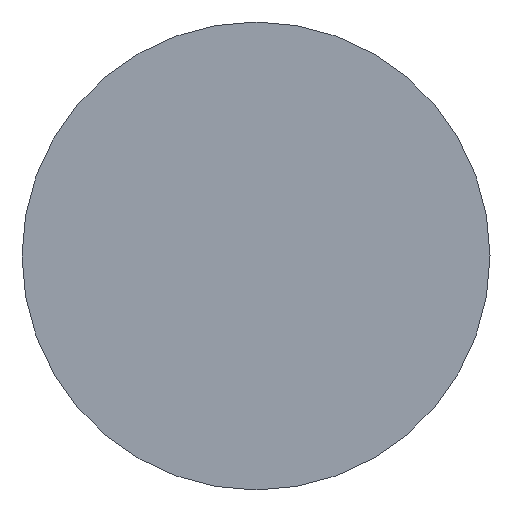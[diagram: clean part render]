
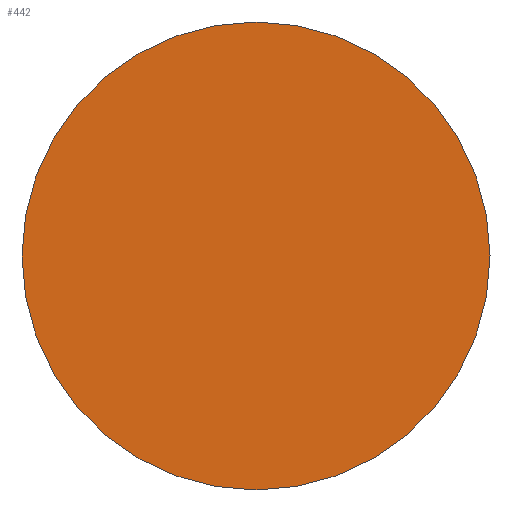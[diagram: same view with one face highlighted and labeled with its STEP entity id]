
A CAD part, front view. The second image highlights one B-rep face of the part: STEP entity #442.
In plain terms, the highlighted planar face has unit normal (0, -1, 0).
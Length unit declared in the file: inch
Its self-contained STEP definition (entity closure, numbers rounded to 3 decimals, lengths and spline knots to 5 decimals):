
#6 = EDGE_CURVE ( 'NONE', #392, #253, #425, .T. ) ;
#31 = DIRECTION ( 'NONE',  ( 0., -1., 0. ) ) ;
#52 = CARTESIAN_POINT ( 'NONE',  ( 0., 0., -0.1875 ) ) ;
#57 = AXIS2_PLACEMENT_3D ( 'NONE', #282, #421, #119 ) ;
#70 = DIRECTION ( 'NONE',  ( 0., 0., -1. ) ) ;
#115 = EDGE_LOOP ( 'NONE', ( #339, #171 ) ) ;
#119 = DIRECTION ( 'NONE',  ( 0., 0., -1. ) ) ;
#130 = DIRECTION ( 'NONE',  ( 0., 0., -1. ) ) ;
#169 = CIRCLE ( 'NONE', #316, 0.1875 ) ;
#171 = ORIENTED_EDGE ( 'NONE', *, *, #380, .T. ) ;
#183 = CARTESIAN_POINT ( 'NONE',  ( 0., 0., 0.1875 ) ) ;
#193 = FACE_OUTER_BOUND ( 'NONE', #115, .T. ) ;
#196 = AXIS2_PLACEMENT_3D ( 'NONE', #206, #31, #70 ) ;
#206 = CARTESIAN_POINT ( 'NONE',  ( 0., 0., 0. ) ) ;
#253 = VERTEX_POINT ( 'NONE', #183 ) ;
#260 = PLANE ( 'NONE',  #196 ) ;
#282 = CARTESIAN_POINT ( 'NONE',  ( 0., 0., 0. ) ) ;
#316 = AXIS2_PLACEMENT_3D ( 'NONE', #438, #367, #130 ) ;
#339 = ORIENTED_EDGE ( 'NONE', *, *, #6, .T. ) ;
#367 = DIRECTION ( 'NONE',  ( 0., -1., 0. ) ) ;
#380 = EDGE_CURVE ( 'NONE', #253, #392, #169, .T. ) ;
#392 = VERTEX_POINT ( 'NONE', #52 ) ;
#421 = DIRECTION ( 'NONE',  ( 0., -1., 0. ) ) ;
#425 = CIRCLE ( 'NONE', #57, 0.1875 ) ;
#438 = CARTESIAN_POINT ( 'NONE',  ( 0., 0., 0. ) ) ;
#442 = ADVANCED_FACE ( 'NONE', ( #193 ), #260, .T. ) ;
